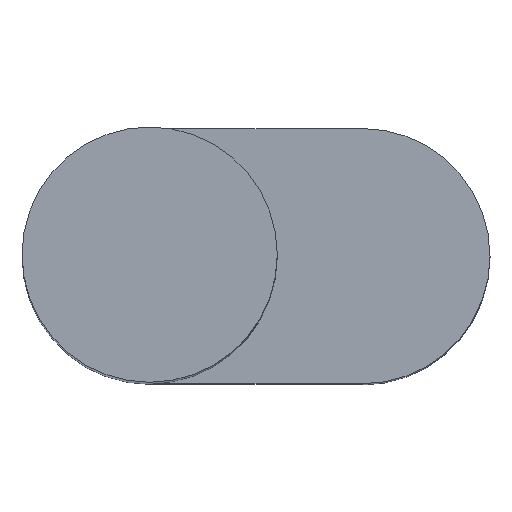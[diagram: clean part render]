
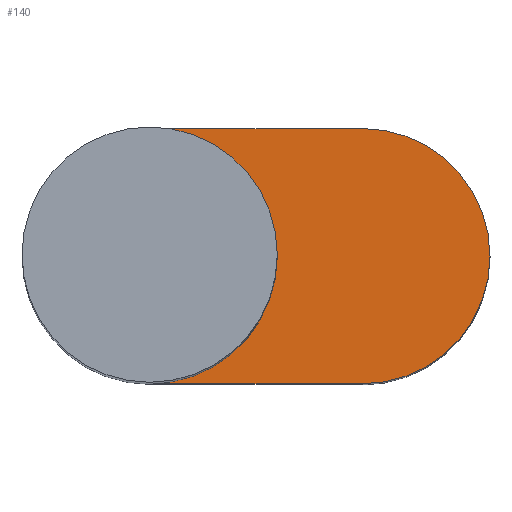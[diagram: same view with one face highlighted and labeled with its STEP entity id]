
A CAD part, top view. The second image highlights one B-rep face of the part: STEP entity #140.
In plain terms, the highlighted planar face has unit normal (0, 0, 1).
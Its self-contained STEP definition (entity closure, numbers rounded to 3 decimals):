
#18=LINE('',#239,#28);
#22=LINE('',#246,#32);
#28=VECTOR('',#197,10.);
#32=VECTOR('',#203,10.);
#40=FACE_OUTER_BOUND('',#48,.T.);
#48=EDGE_LOOP('',(#103,#104,#105,#106));
#53=CIRCLE('',#167,1.5);
#55=CIRCLE('',#172,1.5);
#60=VERTEX_POINT('',#226);
#61=VERTEX_POINT('',#228);
#65=VERTEX_POINT('',#238);
#67=VERTEX_POINT('',#244);
#72=EDGE_CURVE('',#61,#60,#53,.T.);
#77=EDGE_CURVE('',#65,#61,#18,.T.);
#81=EDGE_CURVE('',#60,#67,#22,.T.);
#82=EDGE_CURVE('',#67,#65,#55,.T.);
#103=ORIENTED_EDGE('',*,*,#72,.T.);
#104=ORIENTED_EDGE('',*,*,#81,.T.);
#105=ORIENTED_EDGE('',*,*,#82,.T.);
#106=ORIENTED_EDGE('',*,*,#77,.T.);
#124=PLANE('',#171);
#140=ADVANCED_FACE('',(#40),#124,.T.);
#167=AXIS2_PLACEMENT_3D('',#229,#188,#189);
#171=AXIS2_PLACEMENT_3D('',#247,#204,#205);
#172=AXIS2_PLACEMENT_3D('',#248,#206,#207);
#188=DIRECTION('center_axis',(0.,0.,-1.));
#189=DIRECTION('ref_axis',(1.,0.,0.));
#197=DIRECTION('',(-1.,0.,0.));
#203=DIRECTION('',(1.,0.,0.));
#204=DIRECTION('center_axis',(0.,0.,1.));
#205=DIRECTION('ref_axis',(1.,0.,0.));
#206=DIRECTION('center_axis',(0.,0.,1.));
#207=DIRECTION('ref_axis',(0.,-1.,0.));
#226=CARTESIAN_POINT('',(-2.5,-1.5,8.));
#228=CARTESIAN_POINT('',(-2.5,1.5,8.));
#229=CARTESIAN_POINT('Origin',(-2.5,0.,8.));
#238=CARTESIAN_POINT('',(0.,1.5,8.));
#239=CARTESIAN_POINT('',(0.,1.5,8.));
#244=CARTESIAN_POINT('',(0.,-1.5,8.));
#246=CARTESIAN_POINT('',(-2.5,-1.5,8.));
#247=CARTESIAN_POINT('Origin',(-1.25,0.,8.));
#248=CARTESIAN_POINT('Origin',(0.,0.,8.));
